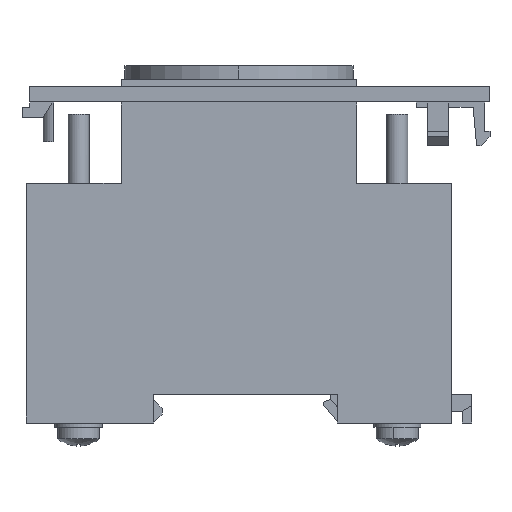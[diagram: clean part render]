
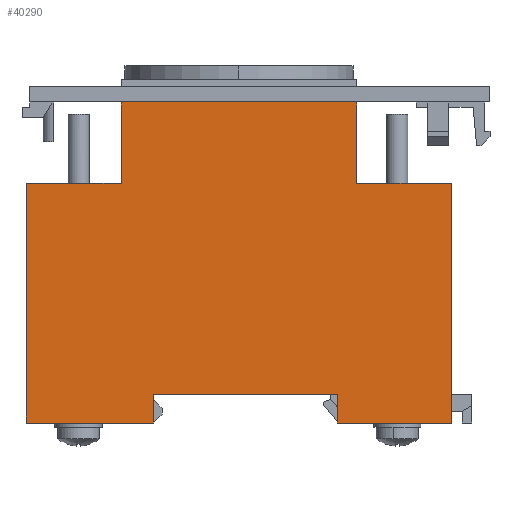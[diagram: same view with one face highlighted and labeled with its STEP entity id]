
A CAD part, left-side view. The second image highlights one B-rep face of the part: STEP entity #40290.
In plain terms, the highlighted planar face has unit normal (-1, 0, 0).
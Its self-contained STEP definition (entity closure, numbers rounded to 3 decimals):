
#8020=CARTESIAN_POINT('',(2.85,12.55,
-26.9));
#8030=DIRECTION('',(-1.,0.,0.));
#8040=DIRECTION('',(0.,0.,1.));
#8050=AXIS2_PLACEMENT_3D('',#8020,#8030,#8040);
#8060=PLANE('',#8050);
#8080=CARTESIAN_POINT('',(2.85,75.35,41.));
#8090=DIRECTION('',(0.,0.,-1.));
#8100=VECTOR('',#8090,1.);
#8110=LINE('',#8080,#8100);
#8150=CARTESIAN_POINT('',(2.85,30.55,41.));
#8160=DIRECTION('',(0.,0.,1.));
#8170=VECTOR('',#8160,1.);
#8180=LINE('',#8150,#8170);
#29710=CARTESIAN_POINT('',(2.85,30.55,34.15));
#29720=VERTEX_POINT('',#29710);
#29750=CARTESIAN_POINT('',(2.85,0.,34.15));
#29760=DIRECTION('',(0.,-1.,0.));
#29770=VECTOR('',#29760,1.);
#29780=LINE('',#29750,#29770);
#29790=CARTESIAN_POINT('',(2.85,75.35,34.15));
#29800=VERTEX_POINT('',#29790);
#29810=EDGE_CURVE('',#29800,#29720,#29780,.T.);
#39520=CARTESIAN_POINT('',(2.85,30.55,18.65));
#39530=VERTEX_POINT('',#39520);
#39540=EDGE_CURVE('',#39530,#29720,#8180,.T.);
#39550=ORIENTED_EDGE('',*,*,#39540,.T.);
#39560=CARTESIAN_POINT('',(2.85,30.55,18.65));
#39570=DIRECTION('',(0.,-1.,0.));
#39580=VECTOR('',#39570,1.);
#39590=LINE('',#39560,#39580);
#39600=CARTESIAN_POINT('',(2.85,12.55,18.65));
#39610=VERTEX_POINT('',#39600);
#39620=EDGE_CURVE('',#39530,#39610,#39590,.T.);
#39630=ORIENTED_EDGE('',*,*,#39620,.F.);
#39640=CARTESIAN_POINT('',(2.85,12.55,18.65));
#39650=DIRECTION('',(0.,0.,-1.));
#39660=VECTOR('',#39650,1.);
#39670=LINE('',#39640,#39660);
#39680=CARTESIAN_POINT('',(2.85,12.55,-26.9));
#39690=VERTEX_POINT('',#39680);
#39700=EDGE_CURVE('',#39610,#39690,#39670,.T.);
#39710=ORIENTED_EDGE('',*,*,#39700,.F.);
#39720=CARTESIAN_POINT('',(2.85,34.25,-26.9));
#39730=DIRECTION('',(0.,-1.,0.));
#39740=VECTOR('',#39730,1.);
#39750=LINE('',#39720,#39740);
#39760=CARTESIAN_POINT('',(2.85,34.25,-26.9));
#39770=VERTEX_POINT('',#39760);
#39780=EDGE_CURVE('',#39770,#39690,#39750,.T.);
#39790=ORIENTED_EDGE('',*,*,#39780,.T.);
#39800=CARTESIAN_POINT('',(2.85,34.25,-26.9));
#39810=DIRECTION('',(0.,0.,1.));
#39820=VECTOR('',#39810,1.);
#39830=LINE('',#39800,#39820);
#39840=CARTESIAN_POINT('',(2.85,34.25,-21.4));
#39850=VERTEX_POINT('',#39840);
#39860=EDGE_CURVE('',#39770,#39850,#39830,.T.);
#39870=ORIENTED_EDGE('',*,*,#39860,.F.);
#39880=CARTESIAN_POINT('',(2.85,34.25,-21.4));
#39890=DIRECTION('',(0.,1.,0.));
#39900=VECTOR('',#39890,1.);
#39910=LINE('',#39880,#39900);
#39920=CARTESIAN_POINT('',(2.85,69.25,-21.4));
#39930=VERTEX_POINT('',#39920);
#39940=EDGE_CURVE('',#39850,#39930,#39910,.T.);
#39950=ORIENTED_EDGE('',*,*,#39940,.F.);
#39960=CARTESIAN_POINT('',(2.85,69.25,-21.4));
#39970=DIRECTION('',(0.,0.,-1.));
#39980=VECTOR('',#39970,1.);
#39990=LINE('',#39960,#39980);
#40000=CARTESIAN_POINT('',(2.85,69.25,-26.9));
#40010=VERTEX_POINT('',#40000);
#40020=EDGE_CURVE('',#39930,#40010,#39990,.T.);
#40030=ORIENTED_EDGE('',*,*,#40020,.F.);
#40040=CARTESIAN_POINT('',(2.85,93.35,-26.9));
#40050=DIRECTION('',(0.,-1.,0.));
#40060=VECTOR('',#40050,1.);
#40070=LINE('',#40040,#40060);
#40080=CARTESIAN_POINT('',(2.85,93.35,-26.9));
#40090=VERTEX_POINT('',#40080);
#40100=EDGE_CURVE('',#40090,#40010,#40070,.T.);
#40110=ORIENTED_EDGE('',*,*,#40100,.T.);
#40120=CARTESIAN_POINT('',(2.85,93.35,18.65));
#40130=DIRECTION('',(0.,0.,-1.));
#40140=VECTOR('',#40130,1.);
#40150=LINE('',#40120,#40140);
#40160=CARTESIAN_POINT('',(2.85,93.35,18.65));
#40170=VERTEX_POINT('',#40160);
#40180=EDGE_CURVE('',#40170,#40090,#40150,.T.);
#40190=ORIENTED_EDGE('',*,*,#40180,.T.);
#40200=CARTESIAN_POINT('',(2.85,75.35,18.65));
#40210=VERTEX_POINT('',#40200);
#40220=EDGE_CURVE('',#40170,#40210,#39590,.T.);
#40230=ORIENTED_EDGE('',*,*,#40220,.F.);
#40240=EDGE_CURVE('',#29800,#40210,#8110,.T.);
#40250=ORIENTED_EDGE('',*,*,#40240,.T.);
#40260=ORIENTED_EDGE('',*,*,#29810,.F.);
#40270=EDGE_LOOP('',(#40260,#40250,#40230,#40190,#40110,#40030,#39950,
#39870,#39790,#39710,#39630,#39550));
#40280=FACE_OUTER_BOUND('',#40270,.T.);
#40290=ADVANCED_FACE('',(#40280),#8060,.T.);
